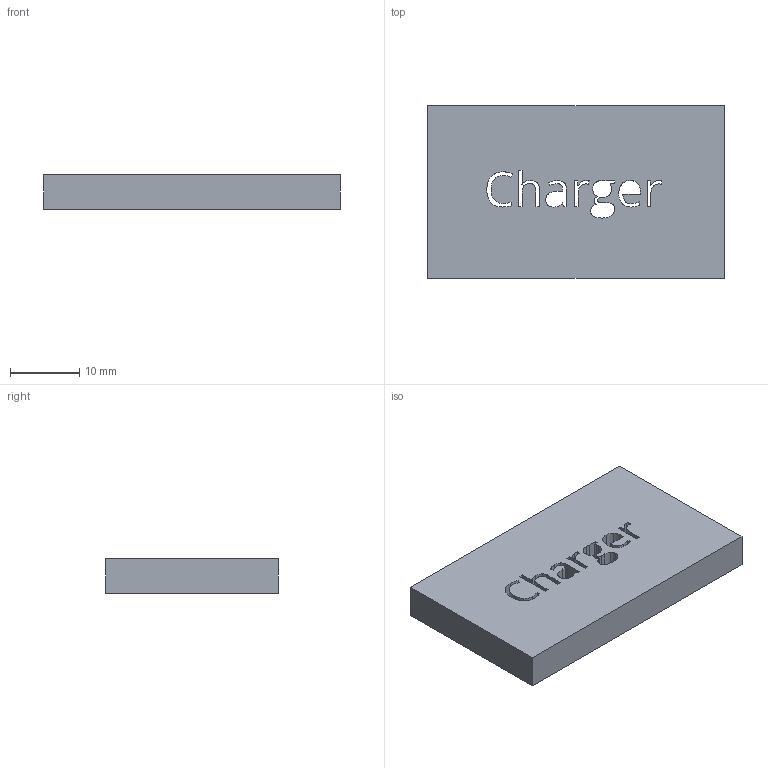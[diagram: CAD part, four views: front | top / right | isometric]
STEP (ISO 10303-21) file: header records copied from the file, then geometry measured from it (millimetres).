
FILE_DESCRIPTION(/* description */ ('STEP AP242','CAx-IF Rec.Pracs.---Representation and Presentation of Product Manufacturing Information (PMI)---4.0---2014-10-13','CAx-IF Rec.Pracs.---3D Tessellated Geometry---0.4---2014-09-14','2;1'),/* implementation_level */ '2;1');
FILE_NAME(/* name */ 'fullbuild - charger 2 click',/* time_stamp */ '2024-10-29T02:30:39Z',/* author */ (''),/* organization */ (''),/* preprocessor_version */ 'ST-DEVELOPER v20',/* originating_system */ ' ',/* authorisation */ ' ');
FILE_SCHEMA (('AP242_MANAGED_MODEL_BASED_3D_ENGINEERING_MIM_LF { 1 0 10303 442 1 1 4 }'));
Length unit declared in the file: metre
Products named in the file (1): charger 2 click
Bounding box: 43 x 25 x 5 mm (x, y, z)
Volume: 5152.3 mm3; surface area: 3345.1 mm2
Topology: 1 solids, 1 shells, 127 faces, 375 edges, 250 vertices
Faces by surface type: bspline 57, plane 45, cylinder 25
Entity records: 4509 total; most frequent: CARTESIAN_POINT 1476, ORIENTED_EDGE 750, DIRECTION 421, EDGE_CURVE 375, VERTEX_POINT 250, LINE 179, VECTOR 179, B_SPLINE_CURVE_WITH_KNOTS 146
